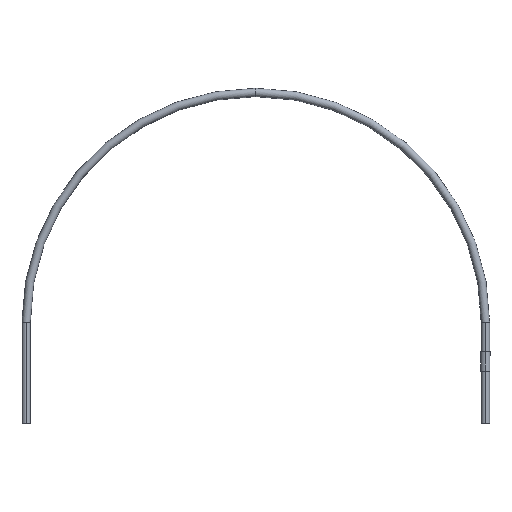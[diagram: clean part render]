
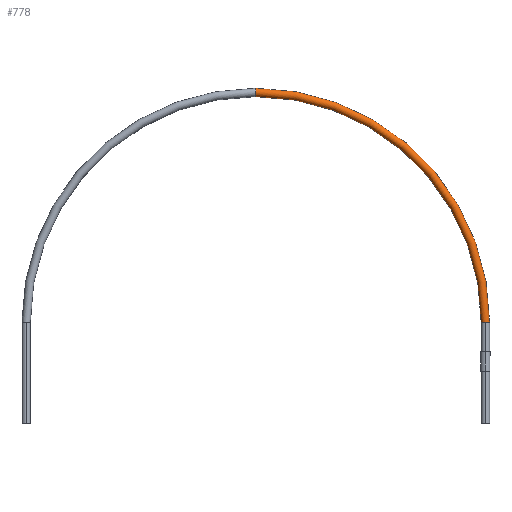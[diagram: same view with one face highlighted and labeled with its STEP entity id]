
A CAD part, top view. The second image highlights one B-rep face of the part: STEP entity #778.
In plain terms, the highlighted toroidal (fillet/blend) face has major radius 175.07 mm and minor radius 3.175 mm.
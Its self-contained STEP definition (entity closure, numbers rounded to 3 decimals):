
#14 = EDGE_CURVE ( 'NONE', #563, #400, #799, .T. ) ;
#56 = CARTESIAN_POINT ( 'NONE',  ( 178.245, -175.07, 0. ) ) ;
#92 = DIRECTION ( 'NONE',  ( 0., 0., -1. ) ) ;
#98 = CARTESIAN_POINT ( 'NONE',  ( 0., -3.175, 0. ) ) ;
#100 = CIRCLE ( 'NONE', #630, 3.175 ) ;
#107 = CIRCLE ( 'NONE', #595, 3.175 ) ;
#130 = CIRCLE ( 'NONE', #362, 178.245 ) ;
#142 = CARTESIAN_POINT ( 'NONE',  ( 171.895, -175.07, 0. ) ) ;
#165 = DIRECTION ( 'NONE',  ( 0., 0., 1. ) ) ;
#172 = EDGE_CURVE ( 'NONE', #562, #541, #174, .T. ) ;
#174 = CIRCLE ( 'NONE', #744, 171.895 ) ;
#203 = AXIS2_PLACEMENT_3D ( 'NONE', #522, #787, #663 ) ;
#205 = DIRECTION ( 'NONE',  ( 0., -1., 0. ) ) ;
#207 = CARTESIAN_POINT ( 'NONE',  ( 175.07, -175.07, 0. ) ) ;
#220 = DIRECTION ( 'NONE',  ( -1., 0., 0. ) ) ;
#234 = ORIENTED_EDGE ( 'NONE', *, *, #172, .T. ) ;
#244 = AXIS2_PLACEMENT_3D ( 'NONE', #207, #205, #92 ) ;
#257 = CARTESIAN_POINT ( 'NONE',  ( 175.07, -175.07, 3.175 ) ) ;
#258 = DIRECTION ( 'NONE',  ( -1., 0., 0. ) ) ;
#262 = DIRECTION ( 'NONE',  ( 0., 0., -1. ) ) ;
#266 = CARTESIAN_POINT ( 'NONE',  ( 0., -175.07, 0. ) ) ;
#301 = CARTESIAN_POINT ( 'NONE',  ( 0., 0., 0. ) ) ;
#347 = EDGE_LOOP ( 'NONE', ( #377, #710, #234, #479, #554 ) ) ;
#362 = AXIS2_PLACEMENT_3D ( 'NONE', #266, #262, #258 ) ;
#369 = VERTEX_POINT ( 'NONE', #417 ) ;
#377 = ORIENTED_EDGE ( 'NONE', *, *, #388, .F. ) ;
#388 = EDGE_CURVE ( 'NONE', #369, #563, #130, .T. ) ;
#400 = VERTEX_POINT ( 'NONE', #257 ) ;
#417 = CARTESIAN_POINT ( 'NONE',  ( 0., 3.175, 0. ) ) ;
#479 = ORIENTED_EDGE ( 'NONE', *, *, #609, .F. ) ;
#522 = CARTESIAN_POINT ( 'NONE',  ( 0., -175.07, 0. ) ) ;
#541 = VERTEX_POINT ( 'NONE', #142 ) ;
#554 = ORIENTED_EDGE ( 'NONE', *, *, #14, .F. ) ;
#562 = VERTEX_POINT ( 'NONE', #98 ) ;
#563 = VERTEX_POINT ( 'NONE', #56 ) ;
#595 = AXIS2_PLACEMENT_3D ( 'NONE', #731, #689, #651 ) ;
#599 = DIRECTION ( 'NONE',  ( -1., 0., 0. ) ) ;
#600 = DIRECTION ( 'NONE',  ( 0., 0., -1. ) ) ;
#601 = CARTESIAN_POINT ( 'NONE',  ( 0., -175.07, 0. ) ) ;
#609 = EDGE_CURVE ( 'NONE', #400, #541, #107, .T. ) ;
#627 = EDGE_CURVE ( 'NONE', #562, #369, #100, .T. ) ;
#630 = AXIS2_PLACEMENT_3D ( 'NONE', #301, #220, #165 ) ;
#651 = DIRECTION ( 'NONE',  ( 0., 0., -1. ) ) ;
#663 = DIRECTION ( 'NONE',  ( 0., 1., 0. ) ) ;
#689 = DIRECTION ( 'NONE',  ( 0., -1., 0. ) ) ;
#710 = ORIENTED_EDGE ( 'NONE', *, *, #627, .F. ) ;
#731 = CARTESIAN_POINT ( 'NONE',  ( 175.07, -175.07, 0. ) ) ;
#744 = AXIS2_PLACEMENT_3D ( 'NONE', #601, #600, #599 ) ;
#762 = TOROIDAL_SURFACE ( 'NONE', #203, 175.07, 3.175 ) ;
#776 = FACE_OUTER_BOUND ( 'NONE', #347, .T. ) ;
#778 = ADVANCED_FACE ( 'NONE', ( #776 ), #762, .T. ) ;
#787 = DIRECTION ( 'NONE',  ( 0., 0., -1. ) ) ;
#799 = CIRCLE ( 'NONE', #244, 3.175 ) ;
